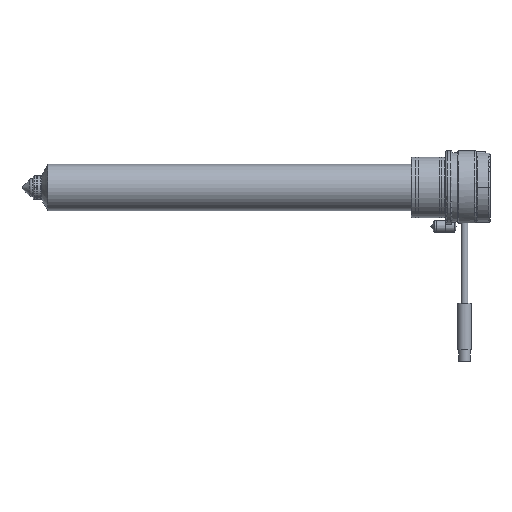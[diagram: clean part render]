
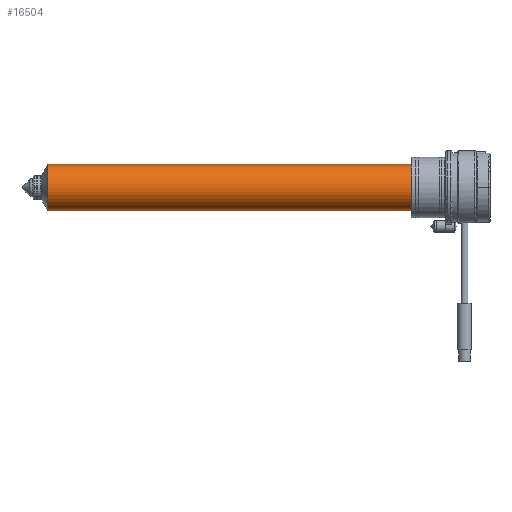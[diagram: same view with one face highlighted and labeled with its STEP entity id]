
A CAD part, top view. The second image highlights one B-rep face of the part: STEP entity #16504.
In plain terms, the highlighted cylindrical face has radius 10 mm (diameter 20 mm), a partial arc.
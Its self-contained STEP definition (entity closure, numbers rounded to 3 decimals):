
#76 = EDGE_CURVE ( 'NONE', #3181, #17670, #4836, .T. ) ;
#938 = CARTESIAN_POINT ( 'NONE',  ( 0., 0., -11.214 ) ) ;
#1027 = ORIENTED_EDGE ( 'NONE', *, *, #76, .T. ) ;
#1121 = CARTESIAN_POINT ( 'NONE',  ( 10., 0., -11.214 ) ) ;
#1431 = CARTESIAN_POINT ( 'NONE',  ( 10., 0., -168. ) ) ;
#2006 = CARTESIAN_POINT ( 'NONE',  ( 0., 0., -168. ) ) ;
#2106 = CIRCLE ( 'NONE', #14231, 10. ) ;
#3181 = VERTEX_POINT ( 'NONE', #1121 ) ;
#3503 = FACE_OUTER_BOUND ( 'NONE', #3861, .T. ) ;
#3861 = EDGE_LOOP ( 'NONE', ( #11683, #1027, #15983, #13474 ) ) ;
#4126 = DIRECTION ( 'NONE',  ( 0., 0., -1. ) ) ;
#4836 = LINE ( 'NONE', #9553, #9522 ) ;
#4936 = VERTEX_POINT ( 'NONE', #5559 ) ;
#5559 = CARTESIAN_POINT ( 'NONE',  ( -10., 0., -168. ) ) ;
#6706 = VECTOR ( 'NONE', #11204, 1000. ) ;
#7365 = LINE ( 'NONE', #15519, #6706 ) ;
#9522 = VECTOR ( 'NONE', #4126, 1000. ) ;
#9553 = CARTESIAN_POINT ( 'NONE',  ( 10., 0., 0. ) ) ;
#10395 = CARTESIAN_POINT ( 'NONE',  ( -10., 0., -11.214 ) ) ;
#11035 = EDGE_CURVE ( 'NONE', #17166, #3181, #2106, .T. ) ;
#11204 = DIRECTION ( 'NONE',  ( 0., 0., -1. ) ) ;
#11553 = DIRECTION ( 'NONE',  ( 0., 0., -1. ) ) ;
#11683 = ORIENTED_EDGE ( 'NONE', *, *, #11035, .T. ) ;
#12718 = EDGE_CURVE ( 'NONE', #4936, #17670, #15768, .T. ) ;
#12880 = AXIS2_PLACEMENT_3D ( 'NONE', #2006, #11553, #14428 ) ;
#13264 = DIRECTION ( 'NONE',  ( 0., 0., -1. ) ) ;
#13372 = DIRECTION ( 'NONE',  ( -1., 0., 0. ) ) ;
#13474 = ORIENTED_EDGE ( 'NONE', *, *, #14951, .F. ) ;
#14167 = CARTESIAN_POINT ( 'NONE',  ( 0., 0., 0. ) ) ;
#14218 = DIRECTION ( 'NONE',  ( 0., 0., -1. ) ) ;
#14231 = AXIS2_PLACEMENT_3D ( 'NONE', #938, #13264, #13372 ) ;
#14428 = DIRECTION ( 'NONE',  ( -1., 0., 0. ) ) ;
#14951 = EDGE_CURVE ( 'NONE', #17166, #4936, #7365, .T. ) ;
#15303 = AXIS2_PLACEMENT_3D ( 'NONE', #14167, #14218, #15711 ) ;
#15519 = CARTESIAN_POINT ( 'NONE',  ( -10., 0., 0. ) ) ;
#15711 = DIRECTION ( 'NONE',  ( -1., 0., 0. ) ) ;
#15768 = CIRCLE ( 'NONE', #12880, 10. ) ;
#15983 = ORIENTED_EDGE ( 'NONE', *, *, #12718, .F. ) ;
#16504 = ADVANCED_FACE ( 'NONE', ( #3503 ), #16548, .T. ) ;
#16548 = CYLINDRICAL_SURFACE ( 'NONE', #15303, 10. ) ;
#17166 = VERTEX_POINT ( 'NONE', #10395 ) ;
#17670 = VERTEX_POINT ( 'NONE', #1431 ) ;
